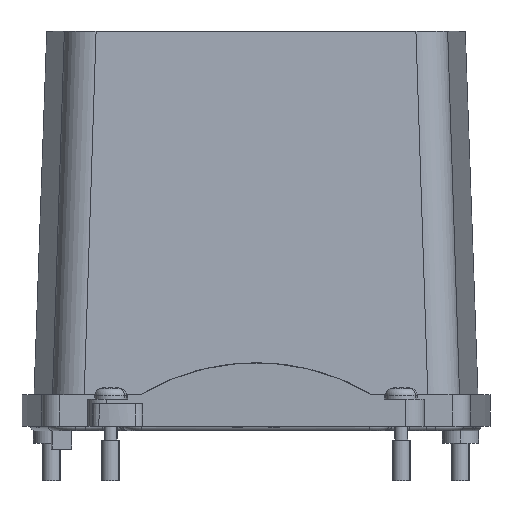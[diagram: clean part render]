
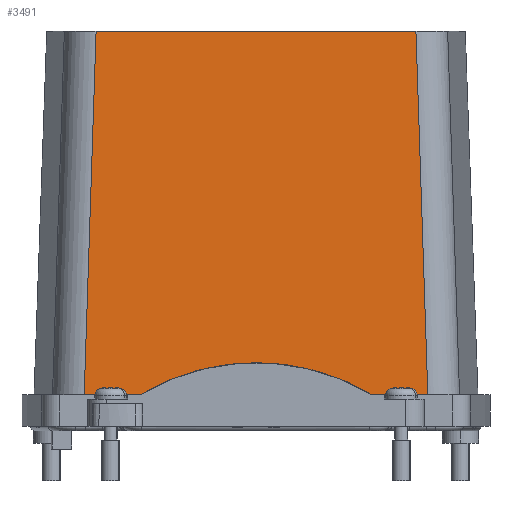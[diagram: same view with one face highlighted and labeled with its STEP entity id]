
A CAD part, front view. The second image highlights one B-rep face of the part: STEP entity #3491.
In plain terms, the highlighted planar face has unit normal (0, -0.999, 0.035).
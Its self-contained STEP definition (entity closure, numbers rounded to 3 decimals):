
#3454=AXIS2_PLACEMENT_3D('Plane Axis2P3D',#3451,#3452,#3453) ;
#2992=CARTESIAN_POINT('Vertex',(86.697,21.752,99.)) ;
#2995=CARTESIAN_POINT('Line Origine',(88.004,20.355,59.)) ;
#2999=CARTESIAN_POINT('Vertex',(89.311,18.958,19.)) ;
#3425=CARTESIAN_POINT('Vertex',(13.689,18.958,19.)) ;
#3428=CARTESIAN_POINT('Line Origine',(14.996,20.355,59.)) ;
#3432=CARTESIAN_POINT('Vertex',(16.303,21.752,99.)) ;
#3451=CARTESIAN_POINT('Axis2P3D Location',(51.5,19.587,37.)) ;
#3456=CARTESIAN_POINT('Line Origine',(51.5,21.752,99.)) ;
#3461=CARTESIAN_POINT('Line Origine',(51.5,18.958,19.)) ;
#3465=CARTESIAN_POINT('Vertex',(25.985,18.958,19.)) ;
#3469=CARTESIAN_POINT('Control Point',(25.985,18.958,19.)) ;
#3470=CARTESIAN_POINT('Control Point',(35.195,19.149,24.465)) ;
#3471=CARTESIAN_POINT('Control Point',(45.87,19.254,27.467)) ;
#3472=CARTESIAN_POINT('Control Point',(57.13,19.254,27.467)) ;
#3473=CARTESIAN_POINT('Control Point',(67.805,19.149,24.465)) ;
#3474=CARTESIAN_POINT('Control Point',(77.015,18.958,19.)) ;
#3475=CARTESIAN_POINT('Vertex',(77.015,18.958,19.)) ;
#3478=CARTESIAN_POINT('Line Origine',(51.5,18.958,19.)) ;
#2996=DIRECTION('Vector Direction',(0.033,-0.035,-0.999)) ;
#3429=DIRECTION('Vector Direction',(-0.033,-0.035,-0.999)) ;
#3452=DIRECTION('Axis2P3D Direction',(0.,0.999,-0.035)) ;
#3453=DIRECTION('Axis2P3D XDirection',(1.,0.,0.)) ;
#3457=DIRECTION('Vector Direction',(1.,0.,0.)) ;
#3462=DIRECTION('Vector Direction',(1.,0.,0.)) ;
#3479=DIRECTION('Vector Direction',(1.,0.,0.)) ;
#2997=VECTOR('Line Direction',#2996,1.) ;
#3430=VECTOR('Line Direction',#3429,1.) ;
#3458=VECTOR('Line Direction',#3457,1.) ;
#3463=VECTOR('Line Direction',#3462,1.) ;
#3480=VECTOR('Line Direction',#3479,1.) ;
#3484=ORIENTED_EDGE('',*,*,#3001,.T.) ;
#3485=ORIENTED_EDGE('',*,*,#3460,.F.) ;
#3486=ORIENTED_EDGE('',*,*,#3434,.T.) ;
#3487=ORIENTED_EDGE('',*,*,#3467,.F.) ;
#3488=ORIENTED_EDGE('',*,*,#3477,.T.) ;
#3489=ORIENTED_EDGE('',*,*,#3482,.F.) ;
#3491=ADVANCED_FACE('Hauptk\X2\00F6\X0\rper',(#3490),#3455,.F.) ;
#3468=B_SPLINE_CURVE_WITH_KNOTS('',5,(#3469,#3470,#3471,#3472,#3473,#3474),.UNSPECIFIED.,.F.,.U.,(6,6),(0.,75.739),.UNSPECIFIED.) ;
#3001=EDGE_CURVE('',#3000,#2993,#2998,.F.) ;
#3434=EDGE_CURVE('',#3433,#3426,#3431,.T.) ;
#3460=EDGE_CURVE('',#3433,#2993,#3459,.T.) ;
#3467=EDGE_CURVE('',#3466,#3426,#3464,.F.) ;
#3477=EDGE_CURVE('',#3466,#3476,#3468,.T.) ;
#3482=EDGE_CURVE('',#3000,#3476,#3481,.F.) ;
#3483=EDGE_LOOP('',(#3484,#3485,#3486,#3487,#3488,#3489)) ;
#3490=FACE_OUTER_BOUND('',#3483,.T.) ;
#2998=LINE('Line',#2995,#2997) ;
#3431=LINE('Line',#3428,#3430) ;
#3459=LINE('Line',#3456,#3458) ;
#3464=LINE('Line',#3461,#3463) ;
#3481=LINE('Line',#3478,#3480) ;
#3455=PLANE('',#3454) ;
#2993=VERTEX_POINT('',#2992) ;
#3000=VERTEX_POINT('',#2999) ;
#3426=VERTEX_POINT('',#3425) ;
#3433=VERTEX_POINT('',#3432) ;
#3466=VERTEX_POINT('',#3465) ;
#3476=VERTEX_POINT('',#3475) ;
